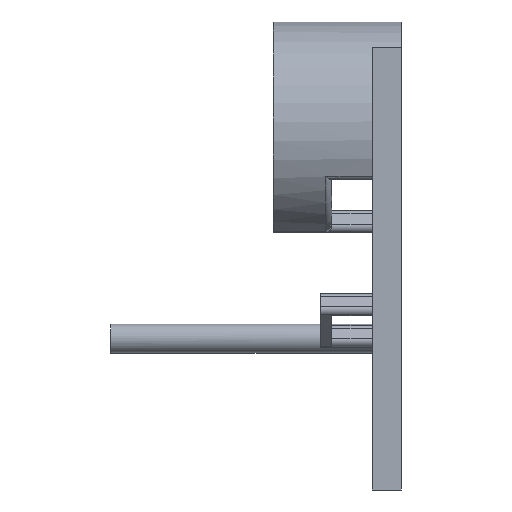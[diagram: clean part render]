
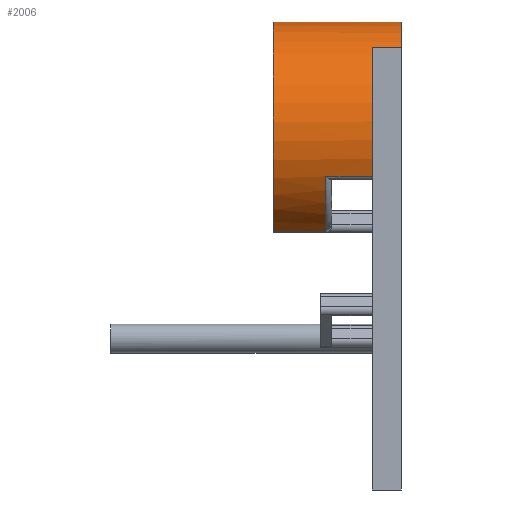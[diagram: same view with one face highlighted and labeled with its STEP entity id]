
A CAD part, front view. The second image highlights one B-rep face of the part: STEP entity #2006.
In plain terms, the highlighted cylindrical face has radius 18.9 mm (diameter 37.8 mm), a partial arc.
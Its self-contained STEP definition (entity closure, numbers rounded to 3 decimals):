
#216=FACE_OUTER_BOUND('',#354,.T.);
#354=EDGE_LOOP('',(#1606,#1607,#1608,#1609,#1610,#1611,#1612,#1613,#1614,
#1615));
#429=CIRCLE('',#2103,18.9);
#434=CIRCLE('',#2108,18.9);
#459=CIRCLE('',#2144,18.9);
#501=CIRCLE('',#2209,18.9);
#502=CIRCLE('',#2210,18.9);
#589=LINE('',#3182,#761);
#618=LINE('',#3310,#790);
#619=LINE('',#3314,#791);
#620=LINE('',#3317,#792);
#621=LINE('',#3318,#793);
#761=VECTOR('',#2527,10.);
#790=VECTOR('',#2648,10.);
#791=VECTOR('',#2651,10.);
#792=VECTOR('',#2654,10.);
#793=VECTOR('',#2655,10.);
#871=VERTEX_POINT('',#2952);
#872=VERTEX_POINT('',#2954);
#877=VERTEX_POINT('',#2964);
#878=VERTEX_POINT('',#2966);
#943=VERTEX_POINT('',#3119);
#944=VERTEX_POINT('',#3121);
#1006=VERTEX_POINT('',#3309);
#1007=VERTEX_POINT('',#3311);
#1008=VERTEX_POINT('',#3313);
#1009=VERTEX_POINT('',#3315);
#1060=EDGE_CURVE('',#871,#872,#429,.T.);
#1066=EDGE_CURVE('',#878,#877,#434,.T.);
#1144=EDGE_CURVE('',#944,#943,#459,.T.);
#1176=EDGE_CURVE('',#943,#878,#589,.T.);
#1230=EDGE_CURVE('',#877,#1006,#618,.T.);
#1231=EDGE_CURVE('',#1007,#1006,#501,.T.);
#1232=EDGE_CURVE('',#1008,#1007,#619,.T.);
#1233=EDGE_CURVE('',#1008,#1009,#502,.T.);
#1234=EDGE_CURVE('',#872,#1009,#620,.T.);
#1235=EDGE_CURVE('',#944,#871,#621,.T.);
#1606=ORIENTED_EDGE('',*,*,#1176,.T.);
#1607=ORIENTED_EDGE('',*,*,#1066,.T.);
#1608=ORIENTED_EDGE('',*,*,#1230,.T.);
#1609=ORIENTED_EDGE('',*,*,#1231,.F.);
#1610=ORIENTED_EDGE('',*,*,#1232,.F.);
#1611=ORIENTED_EDGE('',*,*,#1233,.T.);
#1612=ORIENTED_EDGE('',*,*,#1234,.F.);
#1613=ORIENTED_EDGE('',*,*,#1060,.F.);
#1614=ORIENTED_EDGE('',*,*,#1235,.F.);
#1615=ORIENTED_EDGE('',*,*,#1144,.T.);
#1927=CYLINDRICAL_SURFACE('',#2208,18.9);
#2006=ADVANCED_FACE('',(#216),#1927,.T.);
#2103=AXIS2_PLACEMENT_3D('',#2955,#2339,#2340);
#2108=AXIS2_PLACEMENT_3D('',#2967,#2350,#2351);
#2144=AXIS2_PLACEMENT_3D('',#3122,#2475,#2476);
#2208=AXIS2_PLACEMENT_3D('',#3308,#2646,#2647);
#2209=AXIS2_PLACEMENT_3D('',#3312,#2649,#2650);
#2210=AXIS2_PLACEMENT_3D('',#3316,#2652,#2653);
#2339=DIRECTION('center_axis',(1.,0.,0.));
#2340=DIRECTION('ref_axis',(0.,-0.423,-0.906));
#2350=DIRECTION('center_axis',(1.,0.,0.));
#2351=DIRECTION('ref_axis',(0.,0.,-1.));
#2475=DIRECTION('center_axis',(-1.,0.,0.));
#2476=DIRECTION('ref_axis',(0.,0.,-1.));
#2527=DIRECTION('',(-1.,0.,0.));
#2646=DIRECTION('center_axis',(-1.,0.,0.));
#2647=DIRECTION('ref_axis',(0.,-0.725,0.689));
#2648=DIRECTION('',(-1.,0.,0.));
#2649=DIRECTION('center_axis',(-1.,0.,0.));
#2650=DIRECTION('ref_axis',(0.,-0.423,-0.906));
#2651=DIRECTION('',(-1.,0.,0.));
#2652=DIRECTION('center_axis',(-1.,0.,0.));
#2653=DIRECTION('ref_axis',(0.,-0.423,-0.906));
#2654=DIRECTION('',(-1.,0.,0.));
#2655=DIRECTION('',(-1.,0.,0.));
#2952=CARTESIAN_POINT('',(0.,32.21,-9.498));
#2954=CARTESIAN_POINT('',(0.,33.173,-22.113));
#2955=CARTESIAN_POINT('Origin',(0.,50.45,-14.45));
#2964=CARTESIAN_POINT('',(0.,58.437,2.679));
#2966=CARTESIAN_POINT('',(0.,67.15,-5.6));
#2967=CARTESIAN_POINT('Origin',(0.,50.45,-14.45));
#3119=CARTESIAN_POINT('',(5.,67.15,-5.6));
#3121=CARTESIAN_POINT('',(5.,32.21,-9.498));
#3122=CARTESIAN_POINT('Origin',(5.,50.45,-14.45));
#3182=CARTESIAN_POINT('',(0.,67.15,-5.6));
#3308=CARTESIAN_POINT('Origin',(0.,50.45,-14.45));
#3309=CARTESIAN_POINT('',(-17.,58.437,2.679));
#3310=CARTESIAN_POINT('',(0.,58.437,2.679));
#3311=CARTESIAN_POINT('',(-17.,42.463,-31.579));
#3312=CARTESIAN_POINT('Origin',(-17.,50.45,-14.45));
#3313=CARTESIAN_POINT('',(-8.,42.463,-31.579));
#3314=CARTESIAN_POINT('',(0.,42.463,-31.579));
#3315=CARTESIAN_POINT('',(-8.,33.173,-22.113));
#3316=CARTESIAN_POINT('Origin',(-8.,50.45,-14.45));
#3317=CARTESIAN_POINT('',(0.,33.173,-22.113));
#3318=CARTESIAN_POINT('',(0.,32.21,-9.498));
